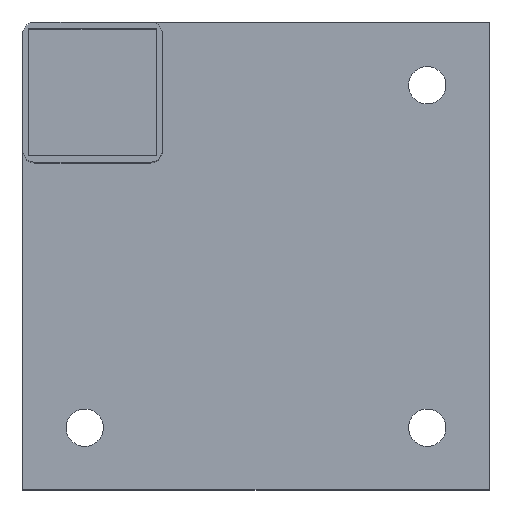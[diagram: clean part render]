
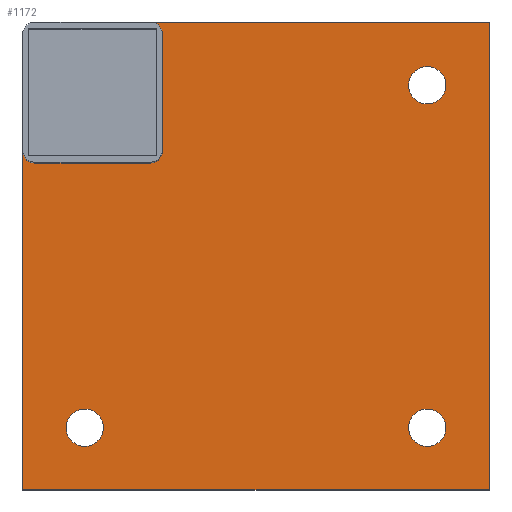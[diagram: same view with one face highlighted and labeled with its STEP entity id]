
A CAD part, top view. The second image highlights one B-rep face of the part: STEP entity #1172.
In plain terms, the highlighted planar face has unit normal (0, 0, 1).
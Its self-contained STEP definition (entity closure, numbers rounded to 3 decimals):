
#20 = CARTESIAN_POINT ( 'NONE',  ( 52.5, -127.5, 0. ) ) ;
#21 = DIRECTION ( 'NONE',  ( 1., 0., 0. ) ) ;
#65 = CARTESIAN_POINT ( 'NONE',  ( 127.5, -127.5, 0. ) ) ;
#75 = CARTESIAN_POINT ( 'NONE',  ( 18.5, 22.5, 0. ) ) ;
#76 = CARTESIAN_POINT ( 'NONE',  ( 127.5, 22.5, 0. ) ) ;
#82 = CARTESIAN_POINT ( 'NONE',  ( -18.5, -22.5, 0. ) ) ;
#134 = VERTEX_POINT ( 'NONE', #160 ) ;
#135 = VERTEX_POINT ( 'NONE', #161 ) ;
#137 = VERTEX_POINT ( 'NONE', #163 ) ;
#144 = VERTEX_POINT ( 'NONE', #170 ) ;
#145 = VERTEX_POINT ( 'NONE', #171 ) ;
#147 = VERTEX_POINT ( 'NONE', #173 ) ;
#154 = VERTEX_POINT ( 'NONE', #180 ) ;
#160 = CARTESIAN_POINT ( 'NONE',  ( 101.5, 2.5, 0. ) ) ;
#161 = CARTESIAN_POINT ( 'NONE',  ( 113.5, 2.5, 0. ) ) ;
#163 = CARTESIAN_POINT ( 'NONE',  ( -22.5, -18.5, 0. ) ) ;
#170 = CARTESIAN_POINT ( 'NONE',  ( 22.5, 18.5, 0. ) ) ;
#171 = CARTESIAN_POINT ( 'NONE',  ( 22.5, -18.5, 0. ) ) ;
#173 = CARTESIAN_POINT ( 'NONE',  ( 18.5, -22.5, 0. ) ) ;
#180 = CARTESIAN_POINT ( 'NONE',  ( -22.5, -127.5, 0. ) ) ;
#232 = EDGE_CURVE ( 'NONE', #134, #135, #659, .T. ) ;
#236 = EDGE_CURVE ( 'NONE', #1183, #1184, #653, .T. ) ;
#237 = EDGE_CURVE ( 'NONE', #1187, #1188, #652, .T. ) ;
#246 = EDGE_CURVE ( 'NONE', #135, #134, #638, .T. ) ;
#269 = EDGE_CURVE ( 'NONE', #154, #1211, #602, .T. ) ;
#285 = AXIS2_PLACEMENT_3D ( 'NONE', #1130, #1131, #1132 ) ;
#287 = AXIS2_PLACEMENT_3D ( 'NONE', #1140, #1141, #1142 ) ;
#288 = AXIS2_PLACEMENT_3D ( 'NONE', #1143, #1144, #1145 ) ;
#293 = AXIS2_PLACEMENT_3D ( 'NONE', #375, #376, #377 ) ;
#312 = EDGE_CURVE ( 'NONE', #1221, #144, #505, .T. ) ;
#314 = EDGE_CURVE ( 'NONE', #1222, #1211, #503, .T. ) ;
#315 = EDGE_CURVE ( 'NONE', #1221, #1222, #501, .T. ) ;
#336 = EDGE_CURVE ( 'NONE', #144, #145, #472, .T. ) ;
#341 = EDGE_CURVE ( 'NONE', #145, #147, #461, .T. ) ;
#344 = EDGE_CURVE ( 'NONE', #147, #1228, #457, .T. ) ;
#346 = EDGE_CURVE ( 'NONE', #1228, #137, #453, .T. ) ;
#350 = EDGE_CURVE ( 'NONE', #137, #154, #447, .T. ) ;
#352 = EDGE_CURVE ( 'NONE', #1188, #1187, #443, .T. ) ;
#355 = EDGE_CURVE ( 'NONE', #1184, #1183, #440, .T. ) ;
#375 = CARTESIAN_POINT ( 'NONE',  ( 107.5, 2.5, 0. ) ) ;
#376 = DIRECTION ( 'NONE',  ( 0., 0., -1. ) ) ;
#377 = DIRECTION ( 'NONE',  ( -1., 0., 0. ) ) ;
#440 = CIRCLE ( 'NONE', #973, 6. ) ;
#443 = CIRCLE ( 'NONE', #976, 6. ) ;
#446 = VECTOR ( 'NONE', #541, 1000. ) ;
#447 = LINE ( 'NONE', #540, #446 ) ;
#453 = CIRCLE ( 'NONE', #978, 4. ) ;
#456 = VECTOR ( 'NONE', #527, 1000. ) ;
#457 = LINE ( 'NONE', #526, #456 ) ;
#461 = CIRCLE ( 'NONE', #979, 4. ) ;
#471 = VECTOR ( 'NONE', #582, 1000. ) ;
#472 = LINE ( 'NONE', #581, #471 ) ;
#500 = VECTOR ( 'NONE', #1382, 1000. ) ;
#501 = LINE ( 'NONE', #1381, #500 ) ;
#502 = VECTOR ( 'NONE', #1380, 1000. ) ;
#503 = LINE ( 'NONE', #1379, #502 ) ;
#505 = CIRCLE ( 'NONE', #995, 4. ) ;
#519 = CARTESIAN_POINT ( 'NONE',  ( 18.5, -18.5, 0. ) ) ;
#520 = DIRECTION ( 'NONE',  ( 0., 0., -1. ) ) ;
#521 = DIRECTION ( 'NONE',  ( 1., 0., 0. ) ) ;
#526 = CARTESIAN_POINT ( 'NONE',  ( 52.5, -22.5, 0. ) ) ;
#527 = DIRECTION ( 'NONE',  ( -1., 0., 0. ) ) ;
#530 = CARTESIAN_POINT ( 'NONE',  ( -18.5, -18.5, 0. ) ) ;
#531 = DIRECTION ( 'NONE',  ( 0., 0., -1. ) ) ;
#532 = DIRECTION ( 'NONE',  ( 1., 0., 0. ) ) ;
#540 = CARTESIAN_POINT ( 'NONE',  ( -22.5, -52.5, 0. ) ) ;
#541 = DIRECTION ( 'NONE',  ( 0., -1., 0. ) ) ;
#544 = CARTESIAN_POINT ( 'NONE',  ( -2.5, -107.5, 0. ) ) ;
#545 = DIRECTION ( 'NONE',  ( 0., 0., -1. ) ) ;
#546 = DIRECTION ( 'NONE',  ( -1., 0., 0. ) ) ;
#581 = CARTESIAN_POINT ( 'NONE',  ( 22.5, -52.5, 0. ) ) ;
#582 = DIRECTION ( 'NONE',  ( 0., -1., 0. ) ) ;
#601 = VECTOR ( 'NONE', #21, 1000. ) ;
#602 = LINE ( 'NONE', #20, #601 ) ;
#638 = CIRCLE ( 'NONE', #293, 6. ) ;
#652 = CIRCLE ( 'NONE', #288, 6. ) ;
#653 = CIRCLE ( 'NONE', #287, 6. ) ;
#659 = CIRCLE ( 'NONE', #285, 6. ) ;
#798 = ORIENTED_EDGE ( 'NONE', *, *, #350, .T. ) ;
#799 = ORIENTED_EDGE ( 'NONE', *, *, #344, .T. ) ;
#800 = ORIENTED_EDGE ( 'NONE', *, *, #346, .T. ) ;
#823 = ORIENTED_EDGE ( 'NONE', *, *, #336, .T. ) ;
#859 = ORIENTED_EDGE ( 'NONE', *, *, #315, .F. ) ;
#865 = ORIENTED_EDGE ( 'NONE', *, *, #341, .T. ) ;
#898 = EDGE_LOOP ( 'NONE', ( #925, #924, #859, #901, #823, #865, #799, #800, #798 ) ) ;
#899 = EDGE_LOOP ( 'NONE', ( #930, #928 ) ) ;
#901 = ORIENTED_EDGE ( 'NONE', *, *, #312, .T. ) ;
#923 = EDGE_LOOP ( 'NONE', ( #929, #931 ) ) ;
#924 = ORIENTED_EDGE ( 'NONE', *, *, #314, .F. ) ;
#925 = ORIENTED_EDGE ( 'NONE', *, *, #269, .T. ) ;
#926 = ORIENTED_EDGE ( 'NONE', *, *, #246, .T. ) ;
#927 = ORIENTED_EDGE ( 'NONE', *, *, #232, .T. ) ;
#928 = ORIENTED_EDGE ( 'NONE', *, *, #236, .T. ) ;
#929 = ORIENTED_EDGE ( 'NONE', *, *, #352, .T. ) ;
#930 = ORIENTED_EDGE ( 'NONE', *, *, #355, .T. ) ;
#931 = ORIENTED_EDGE ( 'NONE', *, *, #237, .T. ) ;
#952 = EDGE_LOOP ( 'NONE', ( #927, #926 ) ) ;
#973 = AXIS2_PLACEMENT_3D ( 'NONE', #1324, #1325, #1326 ) ;
#976 = AXIS2_PLACEMENT_3D ( 'NONE', #544, #545, #546 ) ;
#978 = AXIS2_PLACEMENT_3D ( 'NONE', #530, #531, #532 ) ;
#979 = AXIS2_PLACEMENT_3D ( 'NONE', #519, #520, #521 ) ;
#995 = AXIS2_PLACEMENT_3D ( 'NONE', #1374, #1375, #1376 ) ;
#1081 = PLANE ( 'NONE',  #1418 ) ;
#1082 = CARTESIAN_POINT ( 'NONE',  ( -22.5, -127.5, 0. ) ) ;
#1083 = DIRECTION ( 'NONE',  ( 0., 0., 1. ) ) ;
#1084 = DIRECTION ( 'NONE',  ( 1., 0., 0. ) ) ;
#1114 = CARTESIAN_POINT ( 'NONE',  ( 113.5, -107.5, 0. ) ) ;
#1115 = CARTESIAN_POINT ( 'NONE',  ( 101.5, -107.5, 0. ) ) ;
#1118 = CARTESIAN_POINT ( 'NONE',  ( 3.5, -107.5, 0. ) ) ;
#1119 = CARTESIAN_POINT ( 'NONE',  ( -8.5, -107.5, 0. ) ) ;
#1130 = CARTESIAN_POINT ( 'NONE',  ( 107.5, 2.5, 0. ) ) ;
#1131 = DIRECTION ( 'NONE',  ( 0., 0., -1. ) ) ;
#1132 = DIRECTION ( 'NONE',  ( -1., 0., 0. ) ) ;
#1140 = CARTESIAN_POINT ( 'NONE',  ( 107.5, -107.5, 0. ) ) ;
#1141 = DIRECTION ( 'NONE',  ( 0., 0., -1. ) ) ;
#1142 = DIRECTION ( 'NONE',  ( -1., 0., 0. ) ) ;
#1143 = CARTESIAN_POINT ( 'NONE',  ( -2.5, -107.5, 0. ) ) ;
#1144 = DIRECTION ( 'NONE',  ( 0., 0., -1. ) ) ;
#1145 = DIRECTION ( 'NONE',  ( -1., 0., 0. ) ) ;
#1172 = ADVANCED_FACE ( 'NONE', ( #1268, #1270, #1271, #1272 ), #1081, .T. ) ;
#1183 = VERTEX_POINT ( 'NONE', #1114 ) ;
#1184 = VERTEX_POINT ( 'NONE', #1115 ) ;
#1187 = VERTEX_POINT ( 'NONE', #1118 ) ;
#1188 = VERTEX_POINT ( 'NONE', #1119 ) ;
#1211 = VERTEX_POINT ( 'NONE', #65 ) ;
#1221 = VERTEX_POINT ( 'NONE', #75 ) ;
#1222 = VERTEX_POINT ( 'NONE', #76 ) ;
#1228 = VERTEX_POINT ( 'NONE', #82 ) ;
#1268 = FACE_BOUND ( 'NONE', #923, .T. ) ;
#1270 = FACE_BOUND ( 'NONE', #899, .T. ) ;
#1271 = FACE_BOUND ( 'NONE', #952, .T. ) ;
#1272 = FACE_OUTER_BOUND ( 'NONE', #898, .T. ) ;
#1324 = CARTESIAN_POINT ( 'NONE',  ( 107.5, -107.5, 0. ) ) ;
#1325 = DIRECTION ( 'NONE',  ( 0., 0., -1. ) ) ;
#1326 = DIRECTION ( 'NONE',  ( -1., 0., 0. ) ) ;
#1374 = CARTESIAN_POINT ( 'NONE',  ( 18.5, 18.5, 0. ) ) ;
#1375 = DIRECTION ( 'NONE',  ( 0., 0., -1. ) ) ;
#1376 = DIRECTION ( 'NONE',  ( 1., 0., 0. ) ) ;
#1379 = CARTESIAN_POINT ( 'NONE',  ( 127.5, -52.5, 0. ) ) ;
#1380 = DIRECTION ( 'NONE',  ( 0., -1., 0. ) ) ;
#1381 = CARTESIAN_POINT ( 'NONE',  ( 54.5, 22.5, 0. ) ) ;
#1382 = DIRECTION ( 'NONE',  ( 1., 0., 0. ) ) ;
#1418 = AXIS2_PLACEMENT_3D ( 'NONE', #1082, #1083, #1084 ) ;
